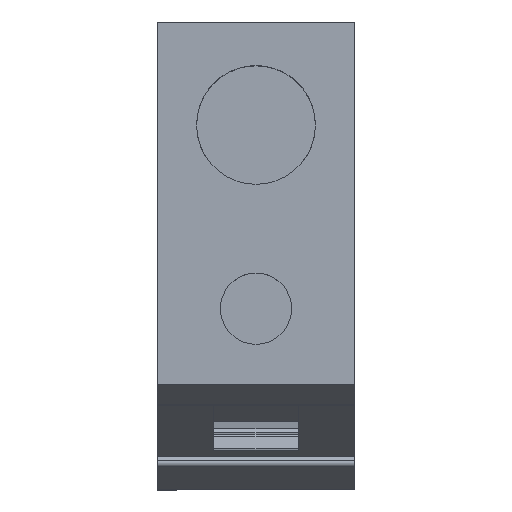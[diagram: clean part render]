
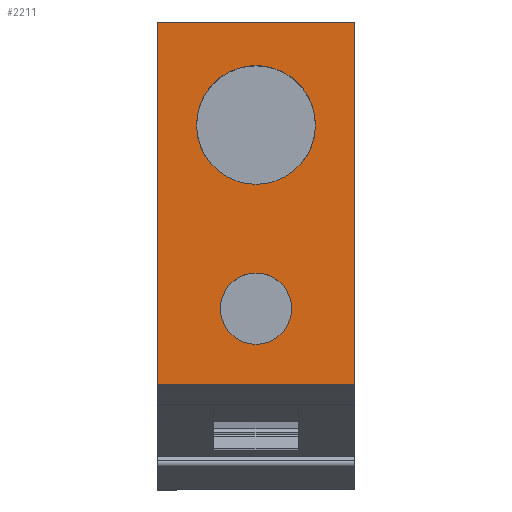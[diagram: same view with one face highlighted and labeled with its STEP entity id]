
A CAD part, top view. The second image highlights one B-rep face of the part: STEP entity #2211.
In plain terms, the highlighted planar face has unit normal (0, 0, 1).
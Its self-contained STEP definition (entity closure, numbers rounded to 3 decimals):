
#495=AXIS2_PLACEMENT_3D('Circle Axis2P3D',#493,#494,$) ;
#1452=AXIS2_PLACEMENT_3D('Circle Axis2P3D',#1450,#1451,$) ;
#1760=AXIS2_PLACEMENT_3D('Circle Axis2P3D',#1758,#1759,$) ;
#1772=AXIS2_PLACEMENT_3D('Circle Axis2P3D',#1770,#1771,$) ;
#2179=AXIS2_PLACEMENT_3D('Plane Axis2P3D',#2176,#2177,#2178) ;
#2189=AXIS2_PLACEMENT_3D('Circle Axis2P3D',#2187,#2188,$) ;
#2198=AXIS2_PLACEMENT_3D('Circle Axis2P3D',#2196,#2197,$) ;
#457=CARTESIAN_POINT('Vertex',(12.5,6.596,77.3)) ;
#460=CARTESIAN_POINT('Line Origine',(6.25,6.596,77.3)) ;
#464=CARTESIAN_POINT('Vertex',(0.,6.596,77.3)) ;
#488=CARTESIAN_POINT('Vertex',(6.25,19.25,77.3)) ;
#493=CARTESIAN_POINT('Axis2P3D Location',(6.25,23.,77.3)) ;
#497=CARTESIAN_POINT('Vertex',(9.541,24.798,77.3)) ;
#1384=CARTESIAN_POINT('Vertex',(12.5,29.5,77.3)) ;
#1387=CARTESIAN_POINT('Line Origine',(12.5,18.048,77.3)) ;
#1421=CARTESIAN_POINT('Vertex',(0.,29.5,77.3)) ;
#1426=CARTESIAN_POINT('Line Origine',(6.25,29.5,77.3)) ;
#1447=CARTESIAN_POINT('Vertex',(6.25,26.75,77.3)) ;
#1450=CARTESIAN_POINT('Axis2P3D Location',(6.25,23.,77.3)) ;
#1755=CARTESIAN_POINT('Vertex',(2.959,24.798,77.3)) ;
#1758=CARTESIAN_POINT('Axis2P3D Location',(6.25,23.,77.3)) ;
#1770=CARTESIAN_POINT('Axis2P3D Location',(6.25,23.,77.3)) ;
#1787=CARTESIAN_POINT('Line Origine',(0.,18.048,77.3)) ;
#2176=CARTESIAN_POINT('Axis2P3D Location',(6.25,6.596,77.3)) ;
#2187=CARTESIAN_POINT('Axis2P3D Location',(6.25,11.4,77.3)) ;
#2191=CARTESIAN_POINT('Vertex',(8.5,11.4,77.3)) ;
#2193=CARTESIAN_POINT('Vertex',(4.,11.4,77.3)) ;
#2196=CARTESIAN_POINT('Axis2P3D Location',(6.25,11.4,77.3)) ;
#461=DIRECTION('Vector Direction',(1.,0.,0.)) ;
#494=DIRECTION('Axis2P3D Direction',(0.,0.,1.)) ;
#1388=DIRECTION('Vector Direction',(0.,1.,0.)) ;
#1427=DIRECTION('Vector Direction',(1.,0.,0.)) ;
#1451=DIRECTION('Axis2P3D Direction',(0.,0.,1.)) ;
#1759=DIRECTION('Axis2P3D Direction',(0.,0.,-1.)) ;
#1771=DIRECTION('Axis2P3D Direction',(0.,0.,-1.)) ;
#1788=DIRECTION('Vector Direction',(0.,-1.,0.)) ;
#2177=DIRECTION('Axis2P3D Direction',(0.,0.,1.)) ;
#2178=DIRECTION('Axis2P3D XDirection',(0.,1.,0.)) ;
#2188=DIRECTION('Axis2P3D Direction',(0.,0.,1.)) ;
#2197=DIRECTION('Axis2P3D Direction',(0.,0.,1.)) ;
#462=VECTOR('Line Direction',#461,1.) ;
#1389=VECTOR('Line Direction',#1388,1.) ;
#1428=VECTOR('Line Direction',#1427,1.) ;
#1789=VECTOR('Line Direction',#1788,1.) ;
#2182=ORIENTED_EDGE('',*,*,#1791,.F.) ;
#2183=ORIENTED_EDGE('',*,*,#466,.T.) ;
#2184=ORIENTED_EDGE('',*,*,#1391,.T.) ;
#2185=ORIENTED_EDGE('',*,*,#1430,.F.) ;
#2202=ORIENTED_EDGE('',*,*,#2195,.F.) ;
#2203=ORIENTED_EDGE('',*,*,#2200,.F.) ;
#2206=ORIENTED_EDGE('',*,*,#1774,.T.) ;
#2207=ORIENTED_EDGE('',*,*,#1454,.F.) ;
#2208=ORIENTED_EDGE('',*,*,#499,.F.) ;
#2209=ORIENTED_EDGE('',*,*,#1762,.T.) ;
#2204=FACE_BOUND('',#2201,.T.) ;
#2210=FACE_BOUND('',#2205,.T.) ;
#2211=ADVANCED_FACE('WZAD95N-120N',(#2186,#2204,#2210),#2180,.T.) ;
#496=CIRCLE('generated circle',#495,3.75) ;
#1453=CIRCLE('generated circle',#1452,3.75) ;
#1761=CIRCLE('generated circle',#1760,3.75) ;
#1773=CIRCLE('generated circle',#1772,3.75) ;
#2190=CIRCLE('generated circle',#2189,2.25) ;
#2199=CIRCLE('generated circle',#2198,2.25) ;
#466=EDGE_CURVE('',#465,#458,#463,.T.) ;
#499=EDGE_CURVE('',#489,#498,#496,.T.) ;
#1391=EDGE_CURVE('',#458,#1385,#1390,.T.) ;
#1430=EDGE_CURVE('',#1422,#1385,#1429,.T.) ;
#1454=EDGE_CURVE('',#498,#1448,#1453,.T.) ;
#1762=EDGE_CURVE('',#489,#1756,#1761,.T.) ;
#1774=EDGE_CURVE('',#1756,#1448,#1773,.T.) ;
#1791=EDGE_CURVE('',#465,#1422,#1790,.F.) ;
#2195=EDGE_CURVE('',#2192,#2194,#2190,.T.) ;
#2200=EDGE_CURVE('',#2194,#2192,#2199,.T.) ;
#2181=EDGE_LOOP('',(#2182,#2183,#2184,#2185)) ;
#2201=EDGE_LOOP('',(#2202,#2203)) ;
#2205=EDGE_LOOP('',(#2206,#2207,#2208,#2209)) ;
#2186=FACE_OUTER_BOUND('',#2181,.T.) ;
#463=LINE('Line',#460,#462) ;
#1390=LINE('Line',#1387,#1389) ;
#1429=LINE('Line',#1426,#1428) ;
#1790=LINE('Line',#1787,#1789) ;
#2180=PLANE('',#2179) ;
#458=VERTEX_POINT('',#457) ;
#465=VERTEX_POINT('',#464) ;
#489=VERTEX_POINT('',#488) ;
#498=VERTEX_POINT('',#497) ;
#1385=VERTEX_POINT('',#1384) ;
#1422=VERTEX_POINT('',#1421) ;
#1448=VERTEX_POINT('',#1447) ;
#1756=VERTEX_POINT('',#1755) ;
#2192=VERTEX_POINT('',#2191) ;
#2194=VERTEX_POINT('',#2193) ;
